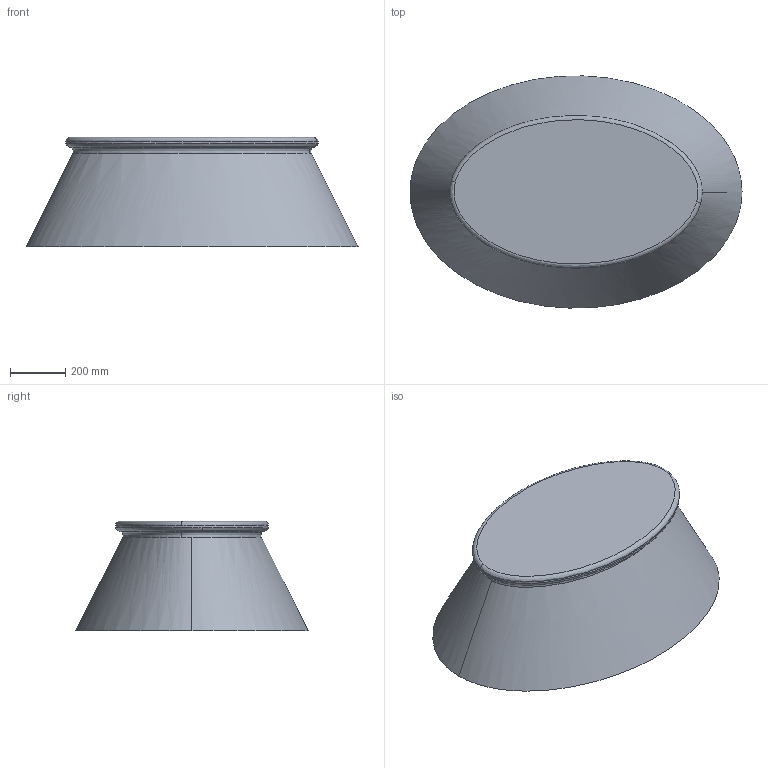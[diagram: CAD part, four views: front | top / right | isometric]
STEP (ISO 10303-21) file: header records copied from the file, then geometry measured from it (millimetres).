
FILE_DESCRIPTION (( 'STEP AP214' ), '1' );
FILE_NAME ('bath_tub.STEP', '2020-04-29T23:13:28', ( '' ), ( '' ), 'SwSTEP 2.0', 'SolidWorks 2019', '' );
FILE_SCHEMA (( 'AUTOMOTIVE_DESIGN' ));
Length unit declared in the file: millimetre
Products named in the file (1): bath_tub
Bounding box: 1200 x 839.04 x 396 mm (x, y, z)
Volume: 48176862 mm3; surface area: 2859787.7 mm2
Topology: 1 solids, 1 shells, 19 faces, 48 edges, 30 vertices
Faces by surface type: bspline 16, plane 3
Entity records: 21261 total; most frequent: CARTESIAN_POINT 20903, ORIENTED_EDGE 92, EDGE_CURVE 46, B_SPLINE_CURVE_WITH_KNOTS 38, VERTEX_POINT 30, DIRECTION 22, EDGE_LOOP 20, FACE_OUTER_BOUND 19
